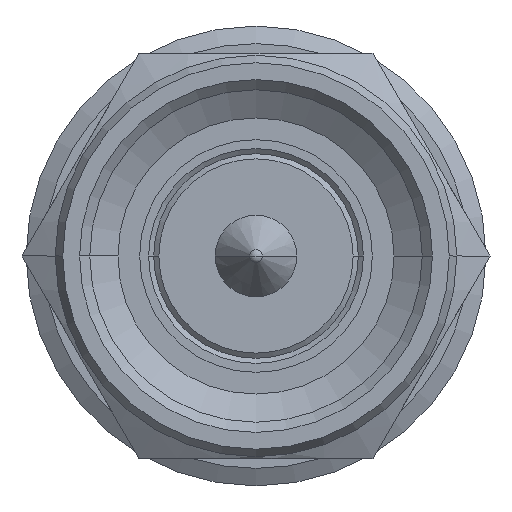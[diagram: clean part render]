
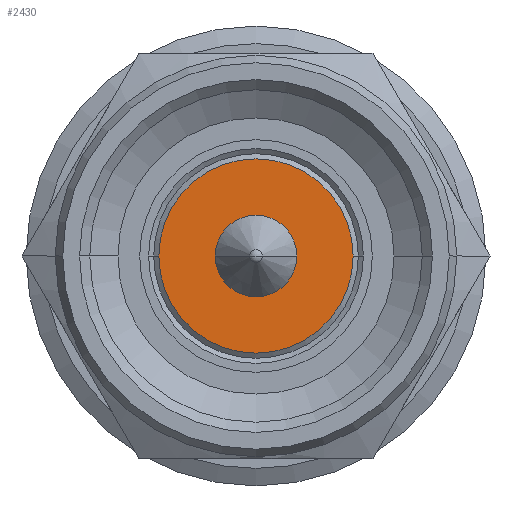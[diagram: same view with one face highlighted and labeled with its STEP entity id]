
A CAD part, left-side view. The second image highlights one B-rep face of the part: STEP entity #2430.
In plain terms, the highlighted planar face has unit normal (-1, 0, 0).
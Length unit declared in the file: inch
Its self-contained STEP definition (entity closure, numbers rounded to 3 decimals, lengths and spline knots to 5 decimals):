
#339 = DIRECTION ( 'NONE',  ( 0., -1., 0. ) ) ;
#344 = CIRCLE ( 'NONE', #1906, 0.0748 ) ;
#548 = DIRECTION ( 'NONE',  ( -1., 0., 0. ) ) ;
#605 = FACE_BOUND ( 'NONE', #3051, .T. ) ;
#620 = CARTESIAN_POINT ( 'NONE',  ( 0.11417, 0., 0. ) ) ;
#638 = EDGE_CURVE ( 'NONE', #1398, #1859, #344, .T. ) ;
#665 = CARTESIAN_POINT ( 'NONE',  ( 0.11417, 0., 0. ) ) ;
#789 = EDGE_CURVE ( 'NONE', #1859, #1398, #2381, .T. ) ;
#830 = CARTESIAN_POINT ( 'NONE',  ( 0.11417, 0., 0. ) ) ;
#835 = VERTEX_POINT ( 'NONE', #3066 ) ;
#904 = AXIS2_PLACEMENT_3D ( 'NONE', #3002, #1819, #2290 ) ;
#1052 = CARTESIAN_POINT ( 'NONE',  ( 0.11417, 0.0748, 0. ) ) ;
#1071 = EDGE_CURVE ( 'NONE', #835, #1460, #2839, .T. ) ;
#1266 = EDGE_LOOP ( 'NONE', ( #1847, #3045 ) ) ;
#1398 = VERTEX_POINT ( 'NONE', #1052 ) ;
#1460 = VERTEX_POINT ( 'NONE', #2714 ) ;
#1521 = CARTESIAN_POINT ( 'NONE',  ( 0.11417, -0.0748, 0. ) ) ;
#1566 = FACE_OUTER_BOUND ( 'NONE', #1266, .T. ) ;
#1687 = ORIENTED_EDGE ( 'NONE', *, *, #2672, .F. ) ;
#1759 = ORIENTED_EDGE ( 'NONE', *, *, #1071, .F. ) ;
#1819 = DIRECTION ( 'NONE',  ( -1., 0., 0. ) ) ;
#1847 = ORIENTED_EDGE ( 'NONE', *, *, #638, .T. ) ;
#1859 = VERTEX_POINT ( 'NONE', #1521 ) ;
#1860 = AXIS2_PLACEMENT_3D ( 'NONE', #620, #2511, #2037 ) ;
#1906 = AXIS2_PLACEMENT_3D ( 'NONE', #2910, #548, #339 ) ;
#2037 = DIRECTION ( 'NONE',  ( 0., -1., 0. ) ) ;
#2146 = AXIS2_PLACEMENT_3D ( 'NONE', #665, #2821, #2350 ) ;
#2290 = DIRECTION ( 'NONE',  ( 0., -1., 0. ) ) ;
#2350 = DIRECTION ( 'NONE',  ( 0., -1., 0. ) ) ;
#2381 = CIRCLE ( 'NONE', #904, 0.0748 ) ;
#2430 = ADVANCED_FACE ( 'NONE', ( #605, #1566 ), #2719, .F. ) ;
#2496 = CIRCLE ( 'NONE', #1860, 0.03134 ) ;
#2511 = DIRECTION ( 'NONE',  ( -1., 0., 0. ) ) ;
#2672 = EDGE_CURVE ( 'NONE', #1460, #835, #2496, .T. ) ;
#2714 = CARTESIAN_POINT ( 'NONE',  ( 0.11417, 0.03134, 0. ) ) ;
#2719 = PLANE ( 'NONE',  #2940 ) ;
#2821 = DIRECTION ( 'NONE',  ( -1., 0., 0. ) ) ;
#2839 = CIRCLE ( 'NONE', #2146, 0.03134 ) ;
#2910 = CARTESIAN_POINT ( 'NONE',  ( 0.11417, 0., 0. ) ) ;
#2940 = AXIS2_PLACEMENT_3D ( 'NONE', #830, #2999, #2978 ) ;
#2978 = DIRECTION ( 'NONE',  ( 0., 1., 0. ) ) ;
#2999 = DIRECTION ( 'NONE',  ( 1., 0., 0. ) ) ;
#3002 = CARTESIAN_POINT ( 'NONE',  ( 0.11417, 0., 0. ) ) ;
#3045 = ORIENTED_EDGE ( 'NONE', *, *, #789, .T. ) ;
#3051 = EDGE_LOOP ( 'NONE', ( #1759, #1687 ) ) ;
#3066 = CARTESIAN_POINT ( 'NONE',  ( 0.11417, -0.03134, 0. ) ) ;
